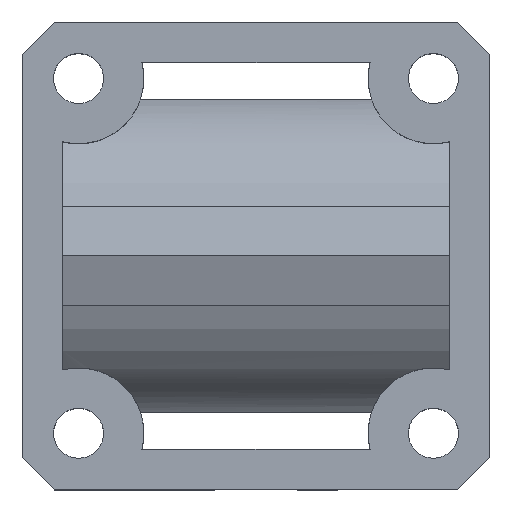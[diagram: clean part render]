
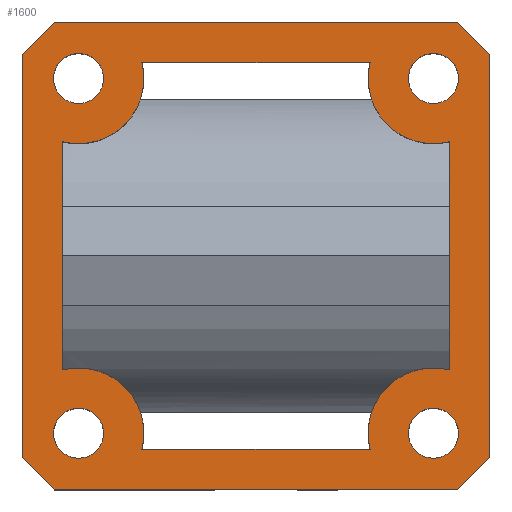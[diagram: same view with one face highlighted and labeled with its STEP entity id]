
A CAD part, top view. The second image highlights one B-rep face of the part: STEP entity #1600.
In plain terms, the highlighted planar face has unit normal (0, 0, 1).
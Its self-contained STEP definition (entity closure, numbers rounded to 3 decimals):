
#166=CARTESIAN_POINT('',(14.5,12.5,5.25));
#167=VERTEX_POINT('',#166);
#174=CARTESIAN_POINT('',(14.5,-12.5,5.25));
#175=VERTEX_POINT('',#174);
#176=CARTESIAN_POINT('',(14.5,12.5,5.25));
#177=DIRECTION('',(0.0,-1.0,0.0));
#178=VECTOR('',#177,25.0);
#179=LINE('',#176,#178);
#180=EDGE_CURVE('',#167,#175,#179,.T.);
#627=CARTESIAN_POINT('',(-12.5,14.5,5.25));
#628=VERTEX_POINT('',#627);
#635=CARTESIAN_POINT('',(12.5,14.5,5.25));
#636=VERTEX_POINT('',#635);
#637=CARTESIAN_POINT('',(-12.5,14.5,5.25));
#638=DIRECTION('',(1.0,0.0,0.0));
#639=VECTOR('',#638,25.0);
#640=LINE('',#637,#639);
#641=EDGE_CURVE('',#628,#636,#640,.T.);
#755=CARTESIAN_POINT('',(12.5,-14.5,5.25));
#756=VERTEX_POINT('',#755);
#763=CARTESIAN_POINT('',(-12.5,-14.5,5.25));
#764=VERTEX_POINT('',#763);
#765=CARTESIAN_POINT('',(12.5,-14.5,5.25));
#766=DIRECTION('',(-1.0,0.0,0.0));
#767=VECTOR('',#766,25.0);
#768=LINE('',#765,#767);
#769=EDGE_CURVE('',#756,#764,#768,.T.);
#793=CARTESIAN_POINT('',(-12.,0.,5.25));
#794=VERTEX_POINT('',#793);
#803=CARTESIAN_POINT('',(12.,0.,5.25));
#804=VERTEX_POINT('',#803);
#874=CARTESIAN_POINT('',(-12.,7.075,5.25));
#875=VERTEX_POINT('',#874);
#882=CARTESIAN_POINT('',(-12.,0.,5.25));
#883=DIRECTION('',(0.0,1.0,0.0));
#884=VECTOR('',#883,7.075);
#885=LINE('',#882,#884);
#886=EDGE_CURVE('',#794,#875,#885,.T.);
#1032=CARTESIAN_POINT('',(12.,-7.075,5.25));
#1033=VERTEX_POINT('',#1032);
#1040=CARTESIAN_POINT('',(12.,0.,5.25));
#1041=DIRECTION('',(0.0,-1.0,0.0));
#1042=VECTOR('',#1041,7.075);
#1043=LINE('',#1040,#1042);
#1044=EDGE_CURVE('',#804,#1033,#1043,.T.);
#1107=CARTESIAN_POINT('',(7.075,-12.,5.25));
#1108=VERTEX_POINT('',#1107);
#1125=CARTESIAN_POINT('',(-7.075,-12.,5.25));
#1126=VERTEX_POINT('',#1125);
#1133=CARTESIAN_POINT('',(7.075,-12.,5.25));
#1134=DIRECTION('',(-1.0,0.0,0.0));
#1135=VECTOR('',#1134,14.151);
#1136=LINE('',#1133,#1135);
#1137=EDGE_CURVE('',#1108,#1126,#1136,.T.);
#1148=CARTESIAN_POINT('',(11.,-11.,5.25));
#1149=DIRECTION('',(0.0,0.0,1.0));
#1150=DIRECTION('',(-1.0,0.0,0.0));
#1151=AXIS2_PLACEMENT_3D('',#1148,#1149,#1150);
#1152=CIRCLE('',#1151,4.05);
#1153=EDGE_CURVE('',#1033,#1108,#1152,.T.);
#1173=CARTESIAN_POINT('',(-7.075,12.,5.25));
#1174=VERTEX_POINT('',#1173);
#1182=CARTESIAN_POINT('',(7.075,12.,5.25));
#1183=VERTEX_POINT('',#1182);
#1190=CARTESIAN_POINT('',(-7.075,12.,5.25));
#1191=DIRECTION('',(1.0,0.0,0.0));
#1192=VECTOR('',#1191,14.151);
#1193=LINE('',#1190,#1192);
#1194=EDGE_CURVE('',#1174,#1183,#1193,.T.);
#1205=CARTESIAN_POINT('',(-11.,11.,5.25));
#1206=DIRECTION('',(0.0,0.0,1.0));
#1207=DIRECTION('',(-1.0,0.0,0.0));
#1208=AXIS2_PLACEMENT_3D('',#1205,#1206,#1207);
#1209=CIRCLE('',#1208,4.05);
#1210=EDGE_CURVE('',#875,#1174,#1209,.T.);
#1225=CARTESIAN_POINT('',(-12.,-7.075,5.25));
#1226=VERTEX_POINT('',#1225);
#1227=CARTESIAN_POINT('',(-12.,-7.075,5.25));
#1228=DIRECTION('',(0.0,1.0,0.0));
#1229=VECTOR('',#1228,7.075);
#1230=LINE('',#1227,#1229);
#1231=EDGE_CURVE('',#1226,#794,#1230,.T.);
#1250=CARTESIAN_POINT('',(-11.,-11.,5.25));
#1251=DIRECTION('',(0.0,0.0,1.0));
#1252=DIRECTION('',(-1.0,0.0,0.0));
#1253=AXIS2_PLACEMENT_3D('',#1250,#1251,#1252);
#1254=CIRCLE('',#1253,4.05);
#1255=EDGE_CURVE('',#1126,#1226,#1254,.T.);
#1278=CARTESIAN_POINT('',(12.,7.075,5.25));
#1279=VERTEX_POINT('',#1278);
#1286=CARTESIAN_POINT('',(11.,11.,5.25));
#1287=DIRECTION('',(0.0,0.0,1.0));
#1288=DIRECTION('',(-1.0,0.0,0.0));
#1289=AXIS2_PLACEMENT_3D('',#1286,#1287,#1288);
#1290=CIRCLE('',#1289,4.05);
#1291=EDGE_CURVE('',#1183,#1279,#1290,.T.);
#1302=CARTESIAN_POINT('',(12.,7.075,5.25));
#1303=DIRECTION('',(0.0,-1.0,0.0));
#1304=VECTOR('',#1303,7.075);
#1305=LINE('',#1302,#1304);
#1306=EDGE_CURVE('',#1279,#804,#1305,.T.);
#1329=CARTESIAN_POINT('',(-9.45,-11.,5.25));
#1330=VERTEX_POINT('',#1329);
#1331=CARTESIAN_POINT('',(-11.,-11.,5.25));
#1332=DIRECTION('',(0.0,0.0,-1.0));
#1333=DIRECTION('',(-1.0,0.0,0.0));
#1334=AXIS2_PLACEMENT_3D('',#1331,#1332,#1333);
#1335=CIRCLE('',#1334,1.55);
#1336=EDGE_CURVE('',#1330,#1330,#1335,.T.);
#1357=CARTESIAN_POINT('',(12.55,-11.,5.25));
#1358=VERTEX_POINT('',#1357);
#1359=CARTESIAN_POINT('',(11.,-11.,5.25));
#1360=DIRECTION('',(0.0,0.0,-1.0));
#1361=DIRECTION('',(-1.0,0.0,0.0));
#1362=AXIS2_PLACEMENT_3D('',#1359,#1360,#1361);
#1363=CIRCLE('',#1362,1.55);
#1364=EDGE_CURVE('',#1358,#1358,#1363,.T.);
#1377=CARTESIAN_POINT('',(12.55,11.,5.25));
#1378=VERTEX_POINT('',#1377);
#1379=CARTESIAN_POINT('',(11.,11.,5.25));
#1380=DIRECTION('',(0.0,0.0,-1.0));
#1381=DIRECTION('',(-1.0,0.0,0.0));
#1382=AXIS2_PLACEMENT_3D('',#1379,#1380,#1381);
#1383=CIRCLE('',#1382,1.55);
#1384=EDGE_CURVE('',#1378,#1378,#1383,.T.);
#1397=CARTESIAN_POINT('',(-9.45,11.,5.25));
#1398=VERTEX_POINT('',#1397);
#1399=CARTESIAN_POINT('',(-11.,11.,5.25));
#1400=DIRECTION('',(0.0,0.0,-1.0));
#1401=DIRECTION('',(-1.0,0.0,0.0));
#1402=AXIS2_PLACEMENT_3D('',#1399,#1400,#1401);
#1403=CIRCLE('',#1402,1.55);
#1404=EDGE_CURVE('',#1398,#1398,#1403,.T.);
#1414=CARTESIAN_POINT('',(-14.5,12.5,5.25));
#1415=VERTEX_POINT('',#1414);
#1416=CARTESIAN_POINT('',(-14.5,12.5,5.25));
#1417=DIRECTION('',(0.707,0.707,0.0));
#1418=VECTOR('',#1417,2.828);
#1419=LINE('',#1416,#1418);
#1420=EDGE_CURVE('',#1415,#628,#1419,.T.);
#1447=CARTESIAN_POINT('',(-14.5,-12.5,5.25));
#1448=VERTEX_POINT('',#1447);
#1455=CARTESIAN_POINT('',(-14.5,-12.5,5.25));
#1456=DIRECTION('',(0.0,1.0,0.0));
#1457=VECTOR('',#1456,25.);
#1458=LINE('',#1455,#1457);
#1459=EDGE_CURVE('',#1448,#1415,#1458,.T.);
#1478=CARTESIAN_POINT('',(-12.5,-14.5,5.25));
#1479=DIRECTION('',(-0.707,0.707,0.0));
#1480=VECTOR('',#1479,2.828);
#1481=LINE('',#1478,#1480);
#1482=EDGE_CURVE('',#764,#1448,#1481,.T.);
#1534=CARTESIAN_POINT('',(12.5,14.5,5.25));
#1535=DIRECTION('',(0.707,-0.707,0.0));
#1536=VECTOR('',#1535,2.828);
#1537=LINE('',#1534,#1536);
#1538=EDGE_CURVE('',#636,#167,#1537,.T.);
#1551=CARTESIAN_POINT('',(14.5,-12.5,5.25));
#1552=DIRECTION('',(-0.707,-0.707,0.0));
#1553=VECTOR('',#1552,2.828);
#1554=LINE('',#1551,#1553);
#1555=EDGE_CURVE('',#175,#756,#1554,.T.);
#1561=CARTESIAN_POINT('',(0.,0.,5.25));
#1562=DIRECTION('',(0.0,0.0,1.0));
#1563=DIRECTION('',(1.0,0.0,0.0));
#1564=AXIS2_PLACEMENT_3D('',#1561,#1562,#1563);
#1565=PLANE('',#1564);
#1566=ORIENTED_EDGE('',*,*,#1420,.F.);
#1567=ORIENTED_EDGE('',*,*,#1459,.F.);
#1568=ORIENTED_EDGE('',*,*,#1482,.F.);
#1569=ORIENTED_EDGE('',*,*,#769,.F.);
#1570=ORIENTED_EDGE('',*,*,#1555,.F.);
#1571=ORIENTED_EDGE('',*,*,#180,.F.);
#1572=ORIENTED_EDGE('',*,*,#1538,.F.);
#1573=ORIENTED_EDGE('',*,*,#641,.F.);
#1574=EDGE_LOOP('',(#1566,#1567,#1568,#1569,#1570,#1571,#1572,#1573));
#1575=FACE_OUTER_BOUND('',#1574,.T.);
#1576=ORIENTED_EDGE('',*,*,#1194,.T.);
#1577=ORIENTED_EDGE('',*,*,#1291,.T.);
#1578=ORIENTED_EDGE('',*,*,#1306,.T.);
#1579=ORIENTED_EDGE('',*,*,#1044,.T.);
#1580=ORIENTED_EDGE('',*,*,#1153,.T.);
#1581=ORIENTED_EDGE('',*,*,#1137,.T.);
#1582=ORIENTED_EDGE('',*,*,#1255,.T.);
#1583=ORIENTED_EDGE('',*,*,#1231,.T.);
#1584=ORIENTED_EDGE('',*,*,#886,.T.);
#1585=ORIENTED_EDGE('',*,*,#1210,.T.);
#1586=EDGE_LOOP('',(#1576,#1577,#1578,#1579,#1580,#1581,#1582,#1583,#1584,#1585));
#1587=FACE_BOUND('',#1586,.T.);
#1588=ORIENTED_EDGE('',*,*,#1336,.T.);
#1589=EDGE_LOOP('',(#1588));
#1590=FACE_BOUND('',#1589,.T.);
#1591=ORIENTED_EDGE('',*,*,#1364,.T.);
#1592=EDGE_LOOP('',(#1591));
#1593=FACE_BOUND('',#1592,.T.);
#1594=ORIENTED_EDGE('',*,*,#1384,.T.);
#1595=EDGE_LOOP('',(#1594));
#1596=FACE_BOUND('',#1595,.T.);
#1597=ORIENTED_EDGE('',*,*,#1404,.T.);
#1598=EDGE_LOOP('',(#1597));
#1599=FACE_BOUND('',#1598,.T.);
#1600=ADVANCED_FACE('',(#1575,#1587,#1590,#1593,#1596,#1599),#1565,.T.);
